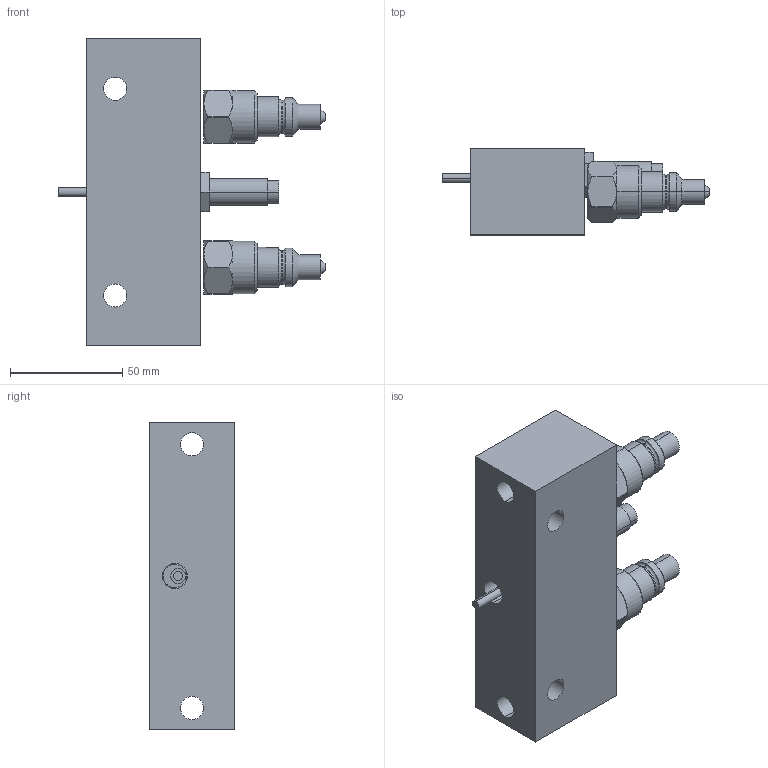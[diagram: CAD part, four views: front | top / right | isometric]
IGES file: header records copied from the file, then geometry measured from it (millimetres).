
Start section:  PTC IGES file: ilc56000505.igs
Global section: file name: ilc56000505.igs; native system: Pro/ENGINEER by Parametric Technology Corporation; preprocessor: 2000090; author: kr; organization: Unknown; date: 030410.135926; units: inch
Bounding box: 118.97 x 38.1 x 136.65 mm (x, y, z)
Surface area: 48204.7 mm2 (no closed solid volume)
Topology: 0 solids, 0 shells, 172 faces, 1098 edges, 1332 vertices
Faces by surface type: revolution 119, bspline 53
